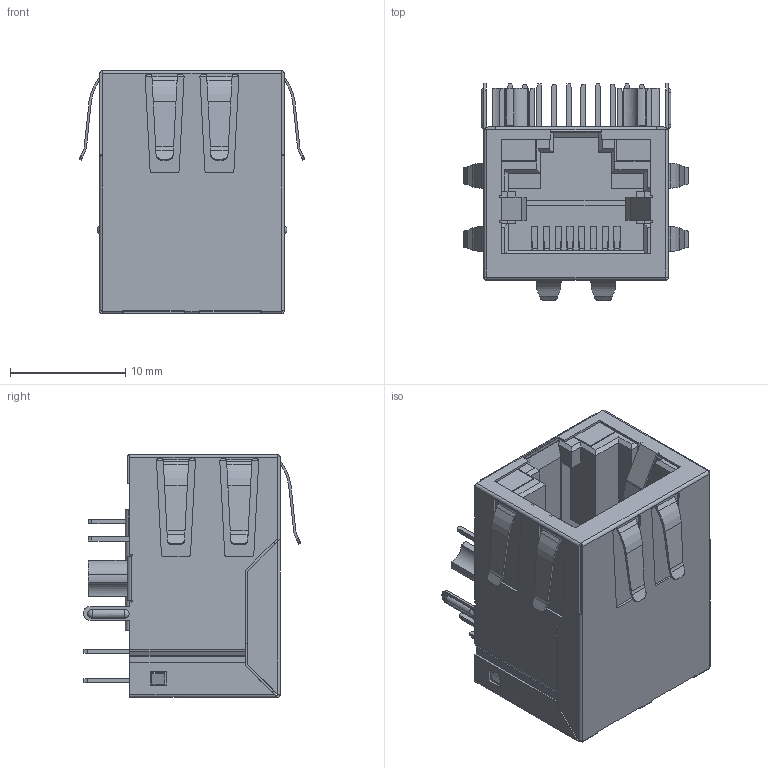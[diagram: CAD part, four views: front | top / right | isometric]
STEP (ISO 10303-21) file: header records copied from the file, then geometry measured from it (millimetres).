
FILE_DESCRIPTION((''),'2;1');
FILE_NAME('DGKYD111Q072FC2A1D','2023-07-26T21:22:13',('Administrator'),(''),'CREO PARAMETRIC BY PTC INC, 2019010','CREO PARAMETRIC BY PTC INC, 2019010','');
FILE_SCHEMA(('CONFIG_CONTROL_DESIGN'));
Length unit declared in the file: millimetre
Products named in the file (1): DGKYD111Q072FC2A1D
Bounding box: 19.58 x 18.89 x 21.1 mm (x, y, z)
Volume: 2062.9 mm3; surface area: 7020.1 mm2
Topology: 1 solids, 1 shells, 1512 faces, 4491 edges, 2914 vertices
Faces by surface type: plane 1166, cylinder 278, extrusion 64, sphere 4
Entity records: 52900 total; most frequent: CARTESIAN_POINT 12166, ORIENTED_EDGE 8982, DIRECTION 7832, EDGE_CURVE 4491, VECTOR 3608, LINE 3544, VERTEX_POINT 2914, AXIS2_PLACEMENT_3D 2112
